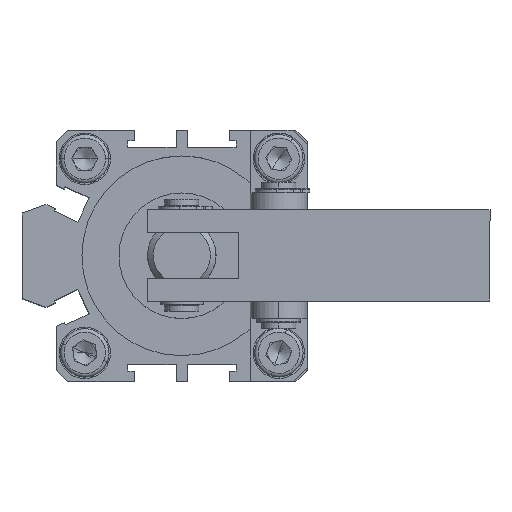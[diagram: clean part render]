
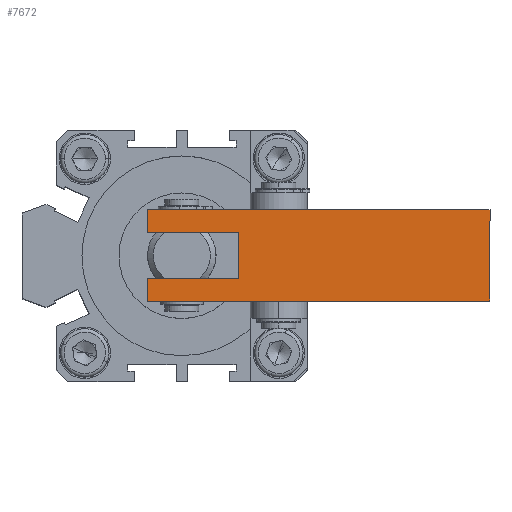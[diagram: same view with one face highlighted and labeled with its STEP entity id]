
A CAD part, top view. The second image highlights one B-rep face of the part: STEP entity #7672.
In plain terms, the highlighted face is planar.
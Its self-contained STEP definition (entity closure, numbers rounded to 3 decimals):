
#58 = CARTESIAN_POINT ( 'NONE',  ( -6., -8., 8. ) ) ;
#59 = DIRECTION ( 'NONE',  ( 0., 0., -1. ) ) ;
#87 = CARTESIAN_POINT ( 'NONE',  ( -6., -8., 8. ) ) ;
#96 = DIRECTION ( 'NONE',  ( 1., 0., 0. ) ) ;
#571 = VERTEX_POINT ( 'NONE', #1013 ) ;
#574 = VERTEX_POINT ( 'NONE', #1015 ) ;
#611 = VERTEX_POINT ( 'NONE', #1030 ) ;
#621 = VERTEX_POINT ( 'NONE', #1034 ) ;
#662 = VERTEX_POINT ( 'NONE', #1058 ) ;
#682 = VERTEX_POINT ( 'NONE', #1065 ) ;
#683 = VERTEX_POINT ( 'NONE', #1069 ) ;
#689 = VERTEX_POINT ( 'NONE', #1074 ) ;
#1013 = CARTESIAN_POINT ( 'NONE',  ( 54., -8., -8. ) ) ;
#1015 = CARTESIAN_POINT ( 'NONE',  ( -6., -8., -4. ) ) ;
#1030 = CARTESIAN_POINT ( 'NONE',  ( 10., -8., -4. ) ) ;
#1034 = CARTESIAN_POINT ( 'NONE',  ( -6., -8., -8. ) ) ;
#1058 = CARTESIAN_POINT ( 'NONE',  ( 10., -8., 4. ) ) ;
#1065 = CARTESIAN_POINT ( 'NONE',  ( -6., -8., 8. ) ) ;
#1069 = CARTESIAN_POINT ( 'NONE',  ( 54., -8., 8. ) ) ;
#1074 = CARTESIAN_POINT ( 'NONE',  ( -6., -8., 4. ) ) ;
#1442 = LINE ( 'NONE', #58, #1444 ) ;
#1444 = VECTOR ( 'NONE', #59, 1000. ) ;
#1454 = LINE ( 'NONE', #87, #1463 ) ;
#1463 = VECTOR ( 'NONE', #96, 1000. ) ;
#3406 = EDGE_LOOP ( 'NONE', ( #4912, #4924, #4920, #4922, #4925, #4923, #4935, #4931 ) ) ;
#4304 = LINE ( 'NONE', #7459, #4307 ) ;
#4307 = VECTOR ( 'NONE', #7454, 1000. ) ;
#4312 = LINE ( 'NONE', #7471, #4318 ) ;
#4314 = LINE ( 'NONE', #7480, #4323 ) ;
#4318 = VECTOR ( 'NONE', #7472, 1000. ) ;
#4323 = VECTOR ( 'NONE', #7492, 1000. ) ;
#4324 = VECTOR ( 'NONE', #7512, 1000. ) ;
#4328 = LINE ( 'NONE', #7515, #4324 ) ;
#4332 = LINE ( 'NONE', #7540, #4337 ) ;
#4334 = LINE ( 'NONE', #7531, #4335 ) ;
#4335 = VECTOR ( 'NONE', #7524, 1000. ) ;
#4337 = VECTOR ( 'NONE', #7541, 1000. ) ;
#4912 = ORIENTED_EDGE ( 'NONE', *, *, #9538, .T. ) ;
#4920 = ORIENTED_EDGE ( 'NONE', *, *, #10435, .T. ) ;
#4922 = ORIENTED_EDGE ( 'NONE', *, *, #9549, .T. ) ;
#4923 = ORIENTED_EDGE ( 'NONE', *, *, #10447, .F. ) ;
#4924 = ORIENTED_EDGE ( 'NONE', *, *, #9544, .T. ) ;
#4925 = ORIENTED_EDGE ( 'NONE', *, *, #9547, .F. ) ;
#4931 = ORIENTED_EDGE ( 'NONE', *, *, #9532, .T. ) ;
#4935 = ORIENTED_EDGE ( 'NONE', *, *, #9536, .T. ) ;
#4973 = FACE_OUTER_BOUND ( 'NONE', #3406, .T. ) ;
#6927 = CARTESIAN_POINT ( 'NONE',  ( -6., -8., 8. ) ) ;
#6932 = PLANE ( 'NONE',  #10684 ) ;
#6935 = DIRECTION ( 'NONE',  ( 0., 1., 0. ) ) ;
#6936 = DIRECTION ( 'NONE',  ( 0., 0., 1. ) ) ;
#7454 = DIRECTION ( 'NONE',  ( 1., 0., 0. ) ) ;
#7459 = CARTESIAN_POINT ( 'NONE',  ( -6., -8., 4. ) ) ;
#7471 = CARTESIAN_POINT ( 'NONE',  ( -6., -8., 8. ) ) ;
#7472 = DIRECTION ( 'NONE',  ( 0., 0., -1. ) ) ;
#7480 = CARTESIAN_POINT ( 'NONE',  ( 10., -8., -4. ) ) ;
#7492 = DIRECTION ( 'NONE',  ( 0., 0., -1. ) ) ;
#7512 = DIRECTION ( 'NONE',  ( -1., 0., 0. ) ) ;
#7515 = CARTESIAN_POINT ( 'NONE',  ( -6., -8., -4. ) ) ;
#7524 = DIRECTION ( 'NONE',  ( 0., 0., -1. ) ) ;
#7531 = CARTESIAN_POINT ( 'NONE',  ( 54., -8., 8. ) ) ;
#7540 = CARTESIAN_POINT ( 'NONE',  ( -6., -8., -8. ) ) ;
#7541 = DIRECTION ( 'NONE',  ( 1., 0., 0. ) ) ;
#7672 = ADVANCED_FACE ( 'NONE', ( #4973 ), #6932, .F. ) ;
#9532 = EDGE_CURVE ( 'NONE', #689, #662, #4304, .T. ) ;
#9536 = EDGE_CURVE ( 'NONE', #682, #689, #4312, .T. ) ;
#9538 = EDGE_CURVE ( 'NONE', #662, #611, #4314, .T. ) ;
#9544 = EDGE_CURVE ( 'NONE', #611, #574, #4328, .T. ) ;
#9547 = EDGE_CURVE ( 'NONE', #683, #571, #4334, .T. ) ;
#9549 = EDGE_CURVE ( 'NONE', #621, #571, #4332, .T. ) ;
#10435 = EDGE_CURVE ( 'NONE', #574, #621, #1442, .T. ) ;
#10447 = EDGE_CURVE ( 'NONE', #682, #683, #1454, .T. ) ;
#10684 = AXIS2_PLACEMENT_3D ( 'NONE', #6927, #6935, #6936 ) ;
